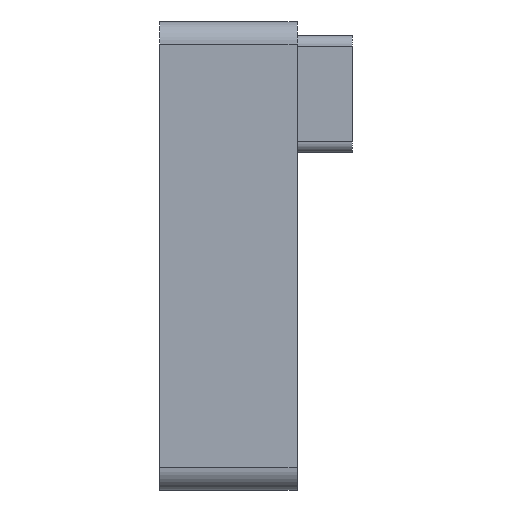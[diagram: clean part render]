
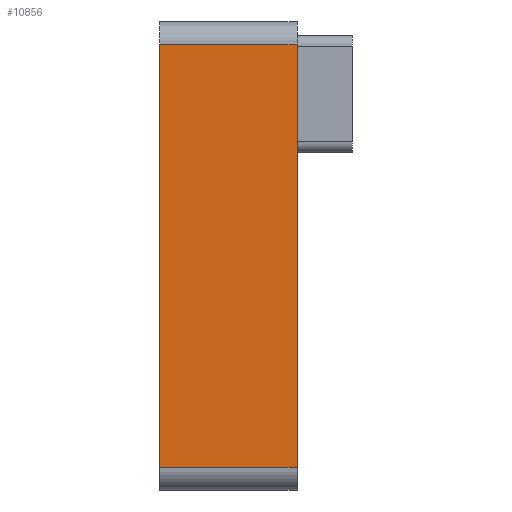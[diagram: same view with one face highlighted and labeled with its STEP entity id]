
A CAD part, front view. The second image highlights one B-rep face of the part: STEP entity #10856.
In plain terms, the highlighted planar face has unit normal (0, -1, 0).
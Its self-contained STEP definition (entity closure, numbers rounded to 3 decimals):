
#804 = ORIENTED_EDGE ( 'NONE', *, *, #3514, .F. ) ;
#1846 = CARTESIAN_POINT ( 'NONE',  ( 3.1, -15.5, 9.55 ) ) ;
#1864 = DIRECTION ( 'NONE',  ( 0., 1., 0. ) ) ;
#2682 = VERTEX_POINT ( 'NONE', #5856 ) ;
#3005 = VERTEX_POINT ( 'NONE', #21895 ) ;
#3393 = CARTESIAN_POINT ( 'NONE',  ( 3.1, -15.5, -9.55 ) ) ;
#3514 = EDGE_CURVE ( 'NONE', #3836, #8190, #19646, .T. ) ;
#3836 = VERTEX_POINT ( 'NONE', #1846 ) ;
#4456 = CARTESIAN_POINT ( 'NONE',  ( 3.1, -15.5, 9.55 ) ) ;
#5050 = PLANE ( 'NONE',  #7351 ) ;
#5856 = CARTESIAN_POINT ( 'NONE',  ( -3.1, -15.5, 9.55 ) ) ;
#6086 = EDGE_CURVE ( 'NONE', #2682, #3005, #11917, .T. ) ;
#7135 = EDGE_CURVE ( 'NONE', #3836, #2682, #11923, .T. ) ;
#7155 = ORIENTED_EDGE ( 'NONE', *, *, #7135, .T. ) ;
#7351 = AXIS2_PLACEMENT_3D ( 'NONE', #10298, #1864, #10079 ) ;
#8190 = VERTEX_POINT ( 'NONE', #8965 ) ;
#8192 = VECTOR ( 'NONE', #20492, 1000. ) ;
#8211 = DIRECTION ( 'NONE',  ( -1., 0., 0. ) ) ;
#8261 = VECTOR ( 'NONE', #19116, 1000. ) ;
#8593 = EDGE_LOOP ( 'NONE', ( #21055, #11363, #804, #7155 ) ) ;
#8965 = CARTESIAN_POINT ( 'NONE',  ( 3.1, -15.5, -9.55 ) ) ;
#9258 = VECTOR ( 'NONE', #8211, 1000. ) ;
#9543 = VECTOR ( 'NONE', #14296, 1000. ) ;
#9979 = FACE_OUTER_BOUND ( 'NONE', #8593, .T. ) ;
#10079 = DIRECTION ( 'NONE',  ( 0., 0., 1. ) ) ;
#10298 = CARTESIAN_POINT ( 'NONE',  ( 3.1, -15.5, 9.55 ) ) ;
#10856 = ADVANCED_FACE ( 'NONE', ( #9979 ), #5050, .F. ) ;
#11363 = ORIENTED_EDGE ( 'NONE', *, *, #20215, .F. ) ;
#11917 = LINE ( 'NONE', #17337, #9543 ) ;
#11923 = LINE ( 'NONE', #4456, #9258 ) ;
#12240 = CARTESIAN_POINT ( 'NONE',  ( 3.1, -15.5, 9.55 ) ) ;
#14296 = DIRECTION ( 'NONE',  ( 0., 0., -1. ) ) ;
#17337 = CARTESIAN_POINT ( 'NONE',  ( -3.1, -15.5, 9.55 ) ) ;
#18815 = LINE ( 'NONE', #3393, #8192 ) ;
#19116 = DIRECTION ( 'NONE',  ( 0., 0., -1. ) ) ;
#19646 = LINE ( 'NONE', #12240, #8261 ) ;
#20215 = EDGE_CURVE ( 'NONE', #8190, #3005, #18815, .T. ) ;
#20492 = DIRECTION ( 'NONE',  ( -1., 0., 0. ) ) ;
#21055 = ORIENTED_EDGE ( 'NONE', *, *, #6086, .T. ) ;
#21895 = CARTESIAN_POINT ( 'NONE',  ( -3.1, -15.5, -9.55 ) ) ;
